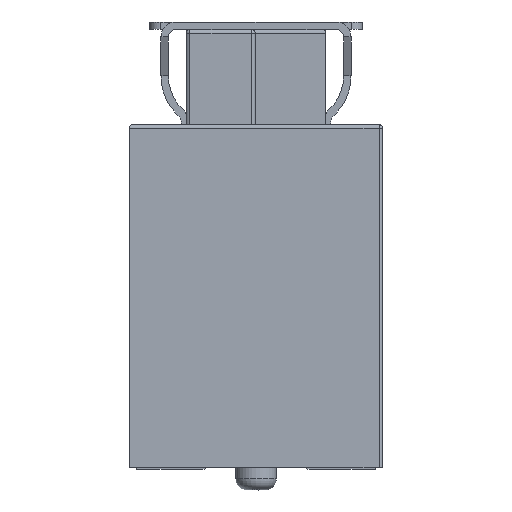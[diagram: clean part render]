
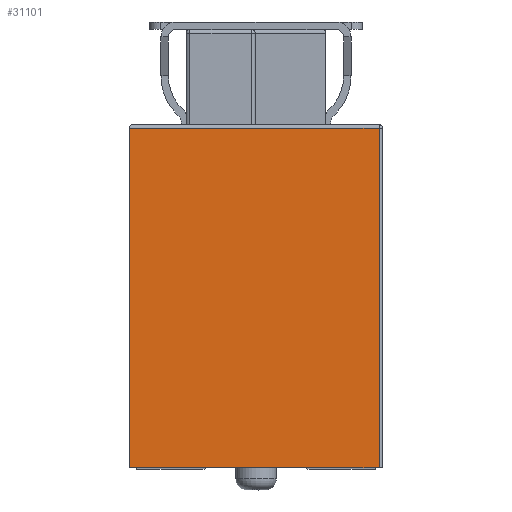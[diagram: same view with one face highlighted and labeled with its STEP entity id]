
A CAD part, left-side view. The second image highlights one B-rep face of the part: STEP entity #31101.
In plain terms, the highlighted planar face has unit normal (-1, 0, 0).
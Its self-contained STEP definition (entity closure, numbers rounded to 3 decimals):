
#4843=ORIENTED_EDGE('',*,*,#13496,.T.);
#4844=ORIENTED_EDGE('',*,*,#13497,.T.);
#4845=ORIENTED_EDGE('',*,*,#13498,.T.);
#4846=ORIENTED_EDGE('',*,*,#11290,.F.);
#11290=EDGE_CURVE('',#15855,#15856,#18860,.T.);
#13496=EDGE_CURVE('',#15855,#17672,#20812,.F.);
#13497=EDGE_CURVE('',#17672,#17673,#20813,.F.);
#13498=EDGE_CURVE('',#17673,#15856,#20814,.T.);
#15855=VERTEX_POINT('',#44611);
#15856=VERTEX_POINT('',#44613);
#17672=VERTEX_POINT('',#48941);
#17673=VERTEX_POINT('',#48943);
#18860=LINE('',#44612,#22816);
#20812=LINE('',#48940,#24768);
#20813=LINE('',#48942,#24769);
#20814=LINE('',#48944,#24770);
#22816=VECTOR('',#35685,1000.);
#24768=VECTOR('',#38757,1000.);
#24769=VECTOR('',#38758,1000.);
#24770=VECTOR('',#38759,1000.);
#26774=EDGE_LOOP('',(#4843,#4844,#4845,#4846));
#28337=FACE_BOUND('',#26774,.T.);
#29834=PLANE('',#33154);
#31101=ADVANCED_FACE('',(#28337),#29834,.F.);
#33154=AXIS2_PLACEMENT_3D('',#48939,#38755,#38756);
#35685=DIRECTION('',(0.,1.,0.));
#38755=DIRECTION('',(1.,0.,0.));
#38756=DIRECTION('',(0.,0.,-1.));
#38757=DIRECTION('',(0.,0.,-1.));
#38758=DIRECTION('',(0.,-1.,0.));
#38759=DIRECTION('',(0.,0.,-1.));
#44611=CARTESIAN_POINT('',(-10.9,-3.3,0.));
#44612=CARTESIAN_POINT('',(-10.9,3.4,0.));
#44613=CARTESIAN_POINT('',(-10.9,3.4,0.));
#48939=CARTESIAN_POINT('',(-10.9,3.4,24.964));
#48940=CARTESIAN_POINT('',(-10.9,-3.3,24.964));
#48941=CARTESIAN_POINT('',(-10.9,-3.3,9.1));
#48942=CARTESIAN_POINT('',(-10.9,3.4,9.1));
#48943=CARTESIAN_POINT('',(-10.9,3.4,9.1));
#48944=CARTESIAN_POINT('',(-10.9,3.4,24.964));
